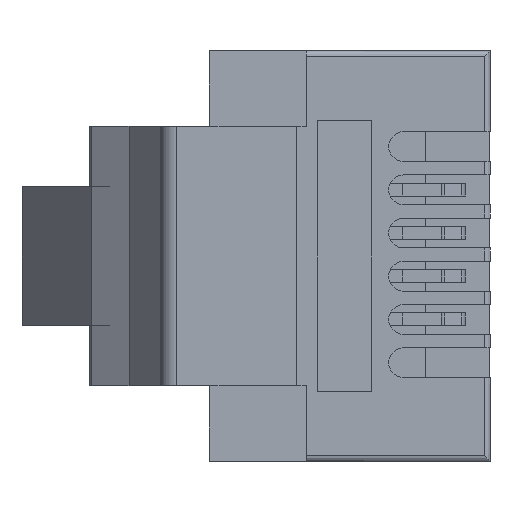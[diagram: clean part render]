
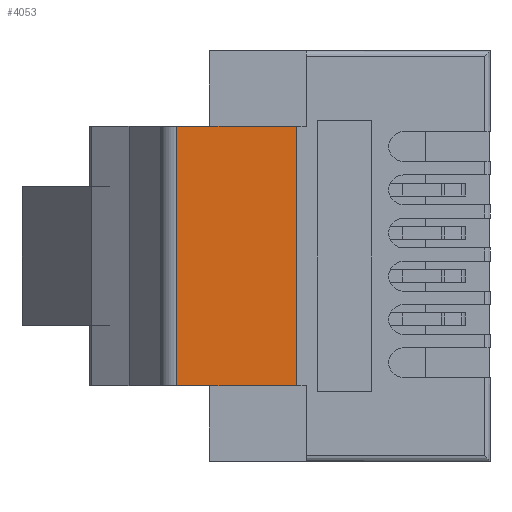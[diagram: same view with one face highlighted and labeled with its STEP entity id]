
A CAD part, left-side view. The second image highlights one B-rep face of the part: STEP entity #4053.
In plain terms, the highlighted face is planar.
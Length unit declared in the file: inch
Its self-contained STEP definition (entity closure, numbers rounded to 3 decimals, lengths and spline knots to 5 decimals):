
#82 = LINE ( 'NONE', #134, #133 ) ;
#108 = CARTESIAN_POINT ( 'NONE',  ( -0.12, 0.16, 0.2775 ) ) ;
#132 = DIRECTION ( 'NONE',  ( 0., -1., 0. ) ) ;
#133 = VECTOR ( 'NONE', #132, 39.37008 ) ;
#134 = CARTESIAN_POINT ( 'NONE',  ( -0.12, 0.175, 0.2775 ) ) ;
#247 = CARTESIAN_POINT ( 'NONE',  ( -0.12, 0.049, 0.2775 ) ) ;
#430 = PLANE ( 'NONE',  #436 ) ;
#436 = AXIS2_PLACEMENT_3D ( 'NONE', #448, #447, #472 ) ;
#441 = CARTESIAN_POINT ( 'NONE',  ( 0.12, 0.049, 0.2775 ) ) ;
#447 = DIRECTION ( 'NONE',  ( 0., 0., -1. ) ) ;
#448 = CARTESIAN_POINT ( 'NONE',  ( -0.12, 0.049, 0.2775 ) ) ;
#449 = DIRECTION ( 'NONE',  ( 1., 0., 0. ) ) ;
#450 = VECTOR ( 'NONE', #449, 39.37008 ) ;
#472 = DIRECTION ( 'NONE',  ( -1., 0., 0. ) ) ;
#482 = FACE_OUTER_BOUND ( 'NONE', #4030, .T. ) ;
#569 = DIRECTION ( 'NONE',  ( -1., 0., 0. ) ) ;
#570 = VECTOR ( 'NONE', #569, 39.37008 ) ;
#571 = CARTESIAN_POINT ( 'NONE',  ( 0.12, 0.049, 0.2775 ) ) ;
#572 = LINE ( 'NONE', #571, #450 ) ;
#573 = CARTESIAN_POINT ( 'NONE',  ( -0.12, 0.16, 0.2775 ) ) ;
#574 = LINE ( 'NONE', #573, #570 ) ;
#608 = DIRECTION ( 'NONE',  ( 0., 1., 0. ) ) ;
#609 = VECTOR ( 'NONE', #608, 39.37008 ) ;
#610 = CARTESIAN_POINT ( 'NONE',  ( 0.12, 0.175, 0.2775 ) ) ;
#611 = LINE ( 'NONE', #610, #609 ) ;
#789 = CARTESIAN_POINT ( 'NONE',  ( 0.12, 0.16, 0.2775 ) ) ;
#3784 = VERTEX_POINT ( 'NONE', #108 ) ;
#3792 = EDGE_CURVE ( 'NONE', #3784, #3978, #82, .T. ) ;
#3978 = VERTEX_POINT ( 'NONE', #247 ) ;
#4002 = VERTEX_POINT ( 'NONE', #441 ) ;
#4008 = EDGE_CURVE ( 'NONE', #4002, #4133, #611, .T. ) ;
#4009 = ORIENTED_EDGE ( 'NONE', *, *, #4032, .T. ) ;
#4030 = EDGE_LOOP ( 'NONE', ( #4054, #4009, #4057, #4056 ) ) ;
#4032 = EDGE_CURVE ( 'NONE', #4133, #3784, #574, .T. ) ;
#4042 = EDGE_CURVE ( 'NONE', #3978, #4002, #572, .T. ) ;
#4053 = ADVANCED_FACE ( 'NONE', ( #482 ), #430, .F. ) ;
#4054 = ORIENTED_EDGE ( 'NONE', *, *, #4008, .T. ) ;
#4056 = ORIENTED_EDGE ( 'NONE', *, *, #4042, .T. ) ;
#4057 = ORIENTED_EDGE ( 'NONE', *, *, #3792, .T. ) ;
#4133 = VERTEX_POINT ( 'NONE', #789 ) ;
